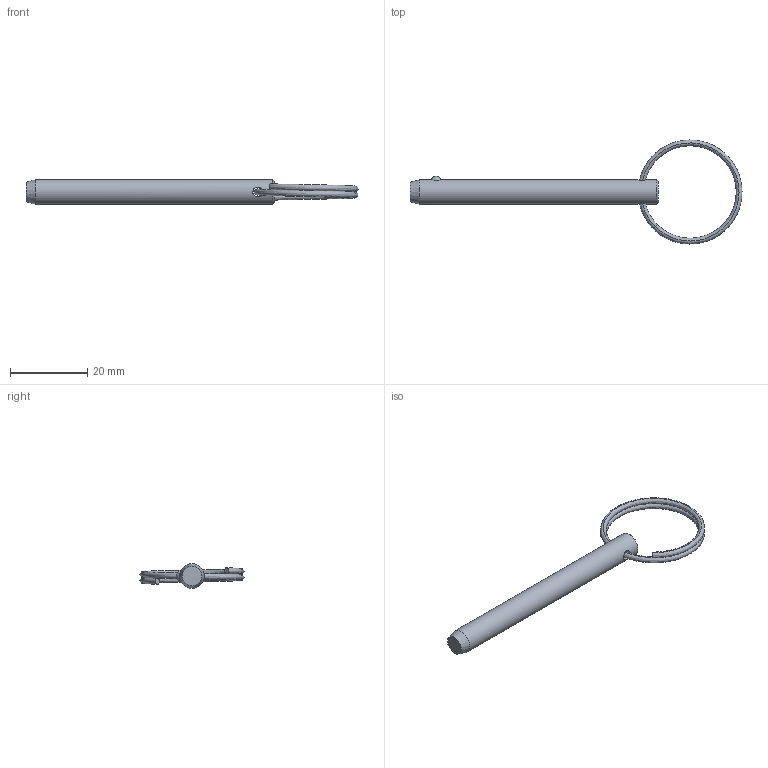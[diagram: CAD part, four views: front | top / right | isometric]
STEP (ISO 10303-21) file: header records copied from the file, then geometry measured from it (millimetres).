
FILE_DESCRIPTION(/* description */ (''),/* implementation_level */ '2;1');
FILE_NAME(/* name */ 'pin_quick_ring_.25_2_95255A272.ipt.stp',/* time_stamp */ '2018-01-01T11:20:53-08:00',/* author */ ('PhillipD'),/* organization */ (''),/* preprocessor_version */ 'ST-DEVELOPER v16.13',/* originating_system */ 'Autodesk Inventor 2018',/* authorisation */ '');
FILE_SCHEMA (('AUTOMOTIVE_DESIGN { 1 0 10303 214 3 1 1 }'));
Length unit declared in the file: inch
Products named in the file (1): pin_quick_ring_.25_2_95255A272
Bounding box: 85.94 x 26.92 x 6.35 mm (x, y, z)
Volume: 2247.1 mm3; surface area: 2063.5 mm2
Topology: 3 solids, 3 shells, 14 faces, 28 edges, 18 vertices
Faces by surface type: plane 4, bspline 4, sphere 2, cylinder 2, cone 2
Full cylindrical faces by diameter (mm): 2.54 x1, 6.35 x1
Entity records: 900 total; most frequent: CARTESIAN_POINT 627, DIRECTION 44, ORIENTED_EDGE 36, AXIS2_PLACEMENT_3D 22, EDGE_LOOP 21, EDGE_CURVE 18, VERTEX_POINT 15, ADVANCED_FACE 14
